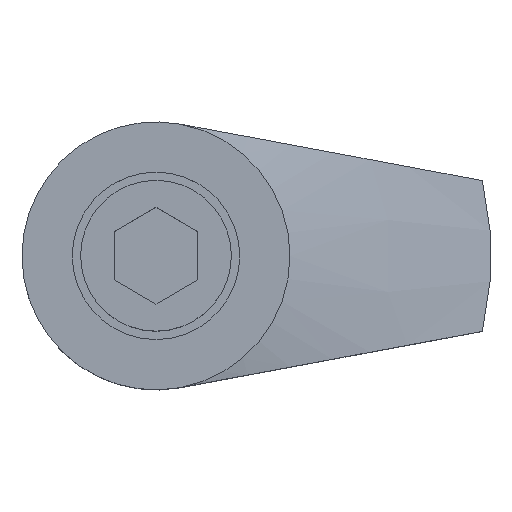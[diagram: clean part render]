
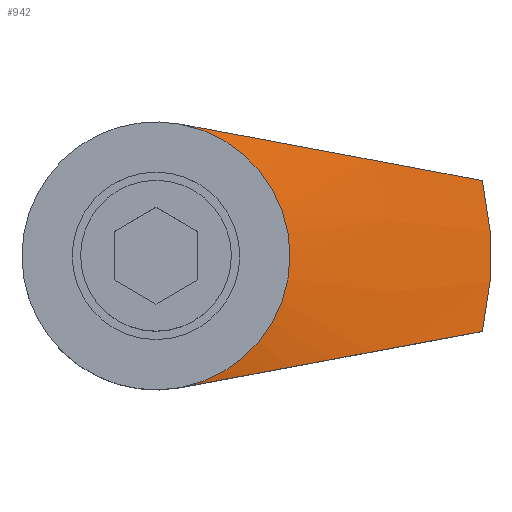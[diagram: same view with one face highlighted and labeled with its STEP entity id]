
A CAD part, top view. The second image highlights one B-rep face of the part: STEP entity #942.
In plain terms, the highlighted conical face has half-angle 75.964 degrees and reference radius 40 mm.
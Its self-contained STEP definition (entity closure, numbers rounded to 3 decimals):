
#16 = CARTESIAN_POINT ( 'NONE',  ( 5.991, 15.158, 54.942 ) ) ;
#24 = CARTESIAN_POINT ( 'NONE',  ( 27.063, 11.224, 51.685 ) ) ;
#64 = CARTESIAN_POINT ( 'NONE',  ( 19.581, -12.621, 53.181 ) ) ;
#105 = CARTESIAN_POINT ( 'NONE',  ( 15.07, 13.463, 53.956 ) ) ;
#109 = AXIS2_PLACEMENT_3D ( 'NONE', #360, #371, #559 ) ;
#111 = B_SPLINE_CURVE_WITH_KNOTS ( 'NONE', 3,
 ( #439, #815, #1189, #653, #143, #447, #1012, #714, #64, #1187, #251, #1105, #454, #801 ),
 .UNSPECIFIED., .F., .F.,
 ( 4, 2, 2, 2, 2, 2, 4 ),
 ( 0., 0.005, 0.009, 0.014, 0.019, 0.028, 0.037 ),
 .UNSPECIFIED. ) ;
#143 = CARTESIAN_POINT ( 'NONE',  ( 10.543, -14.308, 54.569 ) ) ;
#154 = CIRCLE ( 'NONE', #808, 40. ) ;
#179 = EDGE_CURVE ( 'NONE', #428, #296, #477, .T. ) ;
#209 = EDGE_CURVE ( 'NONE', #428, #261, #111, .T. ) ;
#216 = CARTESIAN_POINT ( 'NONE',  ( 36.001, 9.555, 49.693 ) ) ;
#244 = CARTESIAN_POINT ( 'NONE',  ( 38.974, -9., 49. ) ) ;
#251 = CARTESIAN_POINT ( 'NONE',  ( 27.063, -11.224, 51.685 ) ) ;
#261 = VERTEX_POINT ( 'NONE', #244 ) ;
#275 = ORIENTED_EDGE ( 'NONE', *, *, #179, .F. ) ;
#292 = CARTESIAN_POINT ( 'NONE',  ( 38.974, 9., 49. ) ) ;
#296 = VERTEX_POINT ( 'NONE', #987 ) ;
#298 = CARTESIAN_POINT ( 'NONE',  ( 18.078, 12.901, 53.455 ) ) ;
#301 = DIRECTION ( 'NONE',  ( 1., 0., 0. ) ) ;
#321 = CARTESIAN_POINT ( 'NONE',  ( 0., 0., 55. ) ) ;
#331 = DIRECTION ( 'NONE',  ( 0., 0., 1. ) ) ;
#360 = CARTESIAN_POINT ( 'NONE',  ( 0., 0., 49. ) ) ;
#367 = EDGE_CURVE ( 'NONE', #261, #862, #154, .T. ) ;
#371 = DIRECTION ( 'NONE',  ( 0., 0., -1. ) ) ;
#384 = B_SPLINE_CURVE_WITH_KNOTS ( 'NONE', 3,
 ( #771, #954, #16, #971, #860, #766, #105, #298, #975, #1063, #24, #486, #216, #292 ),
 .UNSPECIFIED., .F., .F.,
 ( 4, 2, 2, 2, 2, 2, 4 ),
 ( 0., 0.005, 0.009, 0.014, 0.019, 0.028, 0.037 ),
 .UNSPECIFIED. ) ;
#389 = EDGE_LOOP ( 'NONE', ( #275, #943, #574, #1127 ) ) ;
#421 = CARTESIAN_POINT ( 'NONE',  ( 0., 0., 49. ) ) ;
#428 = VERTEX_POINT ( 'NONE', #1075 ) ;
#439 = CARTESIAN_POINT ( 'NONE',  ( 2.936, -15.728, 55. ) ) ;
#447 = CARTESIAN_POINT ( 'NONE',  ( 13.563, -13.744, 54.184 ) ) ;
#454 = CARTESIAN_POINT ( 'NONE',  ( 36.001, -9.555, 49.693 ) ) ;
#477 = CIRCLE ( 'NONE', #1157, 16. ) ;
#486 = CARTESIAN_POINT ( 'NONE',  ( 33.025, 10.111, 50.374 ) ) ;
#492 = EDGE_CURVE ( 'NONE', #296, #862, #384, .T. ) ;
#559 = DIRECTION ( 'NONE',  ( -1., 0., 0. ) ) ;
#574 = ORIENTED_EDGE ( 'NONE', *, *, #367, .T. ) ;
#649 = FACE_OUTER_BOUND ( 'NONE', #389, .T. ) ;
#653 = CARTESIAN_POINT ( 'NONE',  ( 9.029, -14.591, 54.726 ) ) ;
#714 = CARTESIAN_POINT ( 'NONE',  ( 18.078, -12.901, 53.455 ) ) ;
#766 = CARTESIAN_POINT ( 'NONE',  ( 13.563, 13.744, 54.184 ) ) ;
#771 = CARTESIAN_POINT ( 'NONE',  ( 2.936, 15.728, 55. ) ) ;
#801 = CARTESIAN_POINT ( 'NONE',  ( 38.974, -9., 49. ) ) ;
#808 = AXIS2_PLACEMENT_3D ( 'NONE', #421, #1053, #301 ) ;
#815 = CARTESIAN_POINT ( 'NONE',  ( 4.467, -15.443, 55. ) ) ;
#860 = CARTESIAN_POINT ( 'NONE',  ( 10.543, 14.308, 54.569 ) ) ;
#862 = VERTEX_POINT ( 'NONE', #1039 ) ;
#898 = DIRECTION ( 'NONE',  ( 1., 0., 0. ) ) ;
#942 = ADVANCED_FACE ( 'NONE', ( #649 ), #983, .T. ) ;
#943 = ORIENTED_EDGE ( 'NONE', *, *, #209, .T. ) ;
#954 = CARTESIAN_POINT ( 'NONE',  ( 4.467, 15.443, 55. ) ) ;
#971 = CARTESIAN_POINT ( 'NONE',  ( 9.029, 14.591, 54.726 ) ) ;
#975 = CARTESIAN_POINT ( 'NONE',  ( 19.581, 12.621, 53.181 ) ) ;
#983 = CONICAL_SURFACE ( 'NONE', #109, 40., 1.326 ) ;
#987 = CARTESIAN_POINT ( 'NONE',  ( 2.936, 15.728, 55. ) ) ;
#1012 = CARTESIAN_POINT ( 'NONE',  ( 15.07, -13.463, 53.956 ) ) ;
#1039 = CARTESIAN_POINT ( 'NONE',  ( 38.974, 9., 49. ) ) ;
#1053 = DIRECTION ( 'NONE',  ( 0., 0., 1. ) ) ;
#1063 = CARTESIAN_POINT ( 'NONE',  ( 24.077, 11.781, 52.317 ) ) ;
#1075 = CARTESIAN_POINT ( 'NONE',  ( 2.936, -15.728, 55. ) ) ;
#1105 = CARTESIAN_POINT ( 'NONE',  ( 33.025, -10.111, 50.374 ) ) ;
#1127 = ORIENTED_EDGE ( 'NONE', *, *, #492, .F. ) ;
#1157 = AXIS2_PLACEMENT_3D ( 'NONE', #321, #331, #898 ) ;
#1187 = CARTESIAN_POINT ( 'NONE',  ( 24.077, -11.781, 52.317 ) ) ;
#1189 = CARTESIAN_POINT ( 'NONE',  ( 5.991, -15.158, 54.942 ) ) ;
